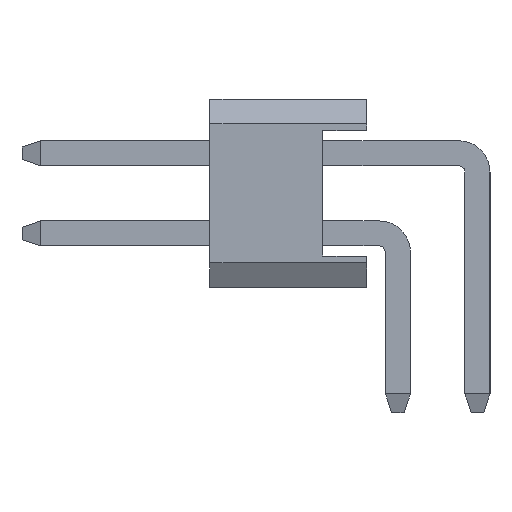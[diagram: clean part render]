
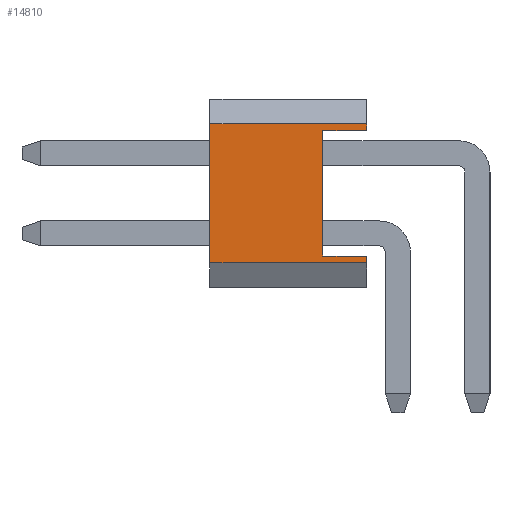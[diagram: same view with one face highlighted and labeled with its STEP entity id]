
A CAD part, left-side view. The second image highlights one B-rep face of the part: STEP entity #14810.
In plain terms, the highlighted planar face has unit normal (-1, 0, 0).
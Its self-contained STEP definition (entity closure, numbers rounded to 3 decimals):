
#5=DIRECTION('',(0.,0.,1.));
#6=VECTOR('',#5,0.11);
#7=CARTESIAN_POINT('',(-12.7,0.,-1.11));
#8=LINE('',#7,#6);
#501=DIRECTION('',(0.,0.,1.));
#502=VECTOR('',#501,0.11);
#503=CARTESIAN_POINT('',(-12.7,0.,1.));
#504=LINE('',#503,#502);
#1153=DIRECTION('',(0.,0.,1.));
#1154=VECTOR('',#1153,2.221);
#1155=CARTESIAN_POINT('',(-12.7,2.5,-1.11));
#1156=LINE('',#1155,#1154);
#1889=DIRECTION('',(0.,1.,0.));
#1890=VECTOR('',#1889,2.5);
#1891=CARTESIAN_POINT('',(-12.7,0.,-1.11));
#1892=LINE('',#1891,#1890);
#1893=DIRECTION('',(0.,1.,0.));
#1894=VECTOR('',#1893,2.5);
#1895=CARTESIAN_POINT('',(-12.7,0.,1.11));
#1896=LINE('',#1895,#1894);
#1897=DIRECTION('',(0.,1.,0.));
#1898=VECTOR('',#1897,0.7);
#1899=CARTESIAN_POINT('',(-12.7,0.,1.));
#1900=LINE('',#1899,#1898);
#1901=DIRECTION('',(0.,0.,1.));
#1902=VECTOR('',#1901,2.);
#1903=CARTESIAN_POINT('',(-12.7,0.7,-1.));
#1904=LINE('',#1903,#1902);
#1905=DIRECTION('',(0.,1.,0.));
#1906=VECTOR('',#1905,0.7);
#1907=CARTESIAN_POINT('',(-12.7,0.,-1.));
#1908=LINE('',#1907,#1906);
#9993=CARTESIAN_POINT('',(-12.7,0.,1.));
#9995=VERTEX_POINT('',#9993);
#9997=CARTESIAN_POINT('',(-12.7,0.,-1.));
#9999=VERTEX_POINT('',#9997);
#10001=CARTESIAN_POINT('',(-12.7,0.7,1.));
#10002=VERTEX_POINT('',#10001);
#10003=CARTESIAN_POINT('',(-12.7,0.7,-1.));
#10004=VERTEX_POINT('',#10003);
#10601=CARTESIAN_POINT('',(-12.7,0.,-1.11));
#10603=VERTEX_POINT('',#10601);
#10606=CARTESIAN_POINT('',(-12.7,0.,1.11));
#10608=VERTEX_POINT('',#10606);
#10609=CARTESIAN_POINT('',(-12.7,2.5,-1.11));
#10611=VERTEX_POINT('',#10609);
#10614=CARTESIAN_POINT('',(-12.7,2.5,1.11));
#10616=VERTEX_POINT('',#10614);
#14792=CARTESIAN_POINT('',(-12.7,0.,-1.5));
#14793=DIRECTION('',(-1.,0.,0.));
#14794=DIRECTION('',(0.,0.,1.));
#14795=AXIS2_PLACEMENT_3D('',#14792,#14793,#14794);
#14796=PLANE('',#14795);
#14797=ORIENTED_EDGE('',*,*,#13335,.T.);
#14798=ORIENTED_EDGE('',*,*,#13878,.T.);
#14800=ORIENTED_EDGE('',*,*,#14799,.F.);
#14801=ORIENTED_EDGE('',*,*,#13320,.F.);
#14803=ORIENTED_EDGE('',*,*,#14802,.T.);
#14805=ORIENTED_EDGE('',*,*,#14804,.F.);
#14806=ORIENTED_EDGE('',*,*,#14784,.F.);
#14807=ORIENTED_EDGE('',*,*,#13064,.F.);
#14808=EDGE_LOOP('',(#14797,#14798,#14800,#14801,#14803,#14805,#14806,#14807));
#14809=FACE_OUTER_BOUND('',#14808,.F.);
#13064=EDGE_CURVE('',#10603,#9999,#8,.T.);
#13320=EDGE_CURVE('',#9995,#10608,#504,.T.);
#13335=EDGE_CURVE('',#10603,#10611,#1892,.T.);
#13878=EDGE_CURVE('',#10611,#10616,#1156,.T.);
#14784=EDGE_CURVE('',#9999,#10004,#1908,.T.);
#14799=EDGE_CURVE('',#10608,#10616,#1896,.T.);
#14802=EDGE_CURVE('',#9995,#10002,#1900,.T.);
#14804=EDGE_CURVE('',#10004,#10002,#1904,.T.);
#14810=ADVANCED_FACE('',(#14809),#14796,.T.);
